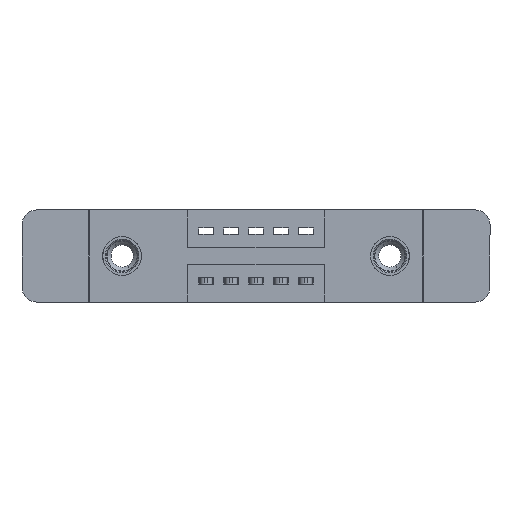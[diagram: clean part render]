
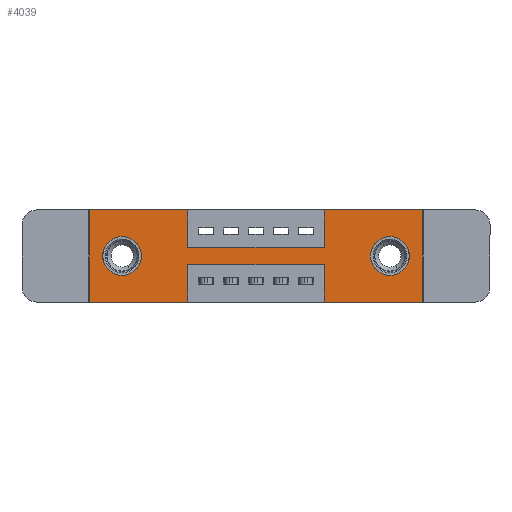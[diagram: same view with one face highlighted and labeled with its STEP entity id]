
A CAD part, front view. The second image highlights one B-rep face of the part: STEP entity #4039.
In plain terms, the highlighted planar face has unit normal (0, -1, 0).
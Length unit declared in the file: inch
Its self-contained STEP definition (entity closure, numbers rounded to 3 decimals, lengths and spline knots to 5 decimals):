
#249 = AXIS2_PLACEMENT_3D ( 'NONE', #6670, #2289, #7596 ) ;
#256 = EDGE_LOOP ( 'NONE', ( #12864, #5903 ) ) ;
#373 = CARTESIAN_POINT ( 'NONE',  ( 0.3925, 0., 0. ) ) ;
#387 = CARTESIAN_POINT ( 'NONE',  ( 1.335, 0., -0.37 ) ) ;
#393 = VERTEX_POINT ( 'NONE', #1857 ) ;
#406 = LINE ( 'NONE', #2166, #2262 ) ;
#430 = AXIS2_PLACEMENT_3D ( 'NONE', #11552, #8397, #9406 ) ;
#882 = CARTESIAN_POINT ( 'NONE',  ( 0.3925, 0., -0.37 ) ) ;
#892 = CARTESIAN_POINT ( 'NONE',  ( 0.9425, 0., -0.15 ) ) ;
#1253 = EDGE_CURVE ( 'NONE', #1579, #6177, #406, .T. ) ;
#1386 = DIRECTION ( 'NONE',  ( 0., 1., 0. ) ) ;
#1577 = CARTESIAN_POINT ( 'NONE',  ( 0.3925, 0., -0.37 ) ) ;
#1579 = VERTEX_POINT ( 'NONE', #892 ) ;
#1717 = DIRECTION ( 'NONE',  ( 1., 0., 0. ) ) ;
#1820 = CARTESIAN_POINT ( 'NONE',  ( 0., 0., -0.37 ) ) ;
#1857 = CARTESIAN_POINT ( 'NONE',  ( 1.205, 0., -0.107 ) ) ;
#1885 = VERTEX_POINT ( 'NONE', #1577 ) ;
#1944 = EDGE_CURVE ( 'NONE', #8933, #1579, #10411, .T. ) ;
#2166 = CARTESIAN_POINT ( 'NONE',  ( 0.9425, 0., 0. ) ) ;
#2199 = LINE ( 'NONE', #3221, #9197 ) ;
#2262 = VECTOR ( 'NONE', #12766, 39.37008 ) ;
#2289 = DIRECTION ( 'NONE',  ( 0., -1., 0. ) ) ;
#2452 = EDGE_CURVE ( 'NONE', #3574, #5773, #2891, .T. ) ;
#2493 = EDGE_CURVE ( 'NONE', #12943, #12492, #13617, .T. ) ;
#2615 = ORIENTED_EDGE ( 'NONE', *, *, #3802, .T. ) ;
#2626 = EDGE_CURVE ( 'NONE', #3565, #8725, #7234, .T. ) ;
#2794 = CARTESIAN_POINT ( 'NONE',  ( 1.335, 0., 0. ) ) ;
#2883 = DIRECTION ( 'NONE',  ( 0., 1., 0. ) ) ;
#2891 = LINE ( 'NONE', #12559, #5413 ) ;
#3052 = LINE ( 'NONE', #10401, #4894 ) ;
#3081 = VECTOR ( 'NONE', #10381, 39.37008 ) ;
#3221 = CARTESIAN_POINT ( 'NONE',  ( 0.3925, 0., -0.22 ) ) ;
#3276 = EDGE_CURVE ( 'NONE', #6177, #7920, #3052, .T. ) ;
#3417 = EDGE_CURVE ( 'NONE', #6778, #8933, #13065, .T. ) ;
#3472 = ORIENTED_EDGE ( 'NONE', *, *, #1253, .F. ) ;
#3481 = EDGE_CURVE ( 'NONE', #393, #13111, #6878, .T. ) ;
#3565 = VERTEX_POINT ( 'NONE', #387 ) ;
#3574 = VERTEX_POINT ( 'NONE', #12105 ) ;
#3770 = EDGE_CURVE ( 'NONE', #8725, #7062, #6868, .T. ) ;
#3802 = EDGE_CURVE ( 'NONE', #13111, #393, #6183, .T. ) ;
#3835 = LINE ( 'NONE', #882, #8172 ) ;
#4021 = CARTESIAN_POINT ( 'NONE',  ( 1.205, 0., -0.263 ) ) ;
#4039 = ADVANCED_FACE ( 'NONE', ( #13576, #5208, #10360 ), #6764, .T. ) ;
#4098 = CARTESIAN_POINT ( 'NONE',  ( 1.335, 0., 0. ) ) ;
#4159 = DIRECTION ( 'NONE',  ( -1., 0., 0. ) ) ;
#4194 = AXIS2_PLACEMENT_3D ( 'NONE', #5161, #8465, #6203 ) ;
#4220 = DIRECTION ( 'NONE',  ( 0., 0., 1. ) ) ;
#4288 = CARTESIAN_POINT ( 'NONE',  ( 0.9425, 0., -0.37 ) ) ;
#4348 = EDGE_CURVE ( 'NONE', #5773, #6778, #7033, .T. ) ;
#4436 = CARTESIAN_POINT ( 'NONE',  ( 0.3925, 0., -0.22 ) ) ;
#4726 = ORIENTED_EDGE ( 'NONE', *, *, #11428, .F. ) ;
#4894 = VECTOR ( 'NONE', #9234, 39.37008 ) ;
#5095 = CARTESIAN_POINT ( 'NONE',  ( 0.3925, 0., -0.15 ) ) ;
#5161 = CARTESIAN_POINT ( 'NONE',  ( 0.13, 0., -0.185 ) ) ;
#5175 = VERTEX_POINT ( 'NONE', #4436 ) ;
#5208 = FACE_BOUND ( 'NONE', #256, .T. ) ;
#5413 = VECTOR ( 'NONE', #4220, 39.37008 ) ;
#5527 = DIRECTION ( 'NONE',  ( 0., 0., 1. ) ) ;
#5646 = LINE ( 'NONE', #2794, #7978 ) ;
#5661 = AXIS2_PLACEMENT_3D ( 'NONE', #6898, #1386, #7965 ) ;
#5696 = CARTESIAN_POINT ( 'NONE',  ( 0., 0., 0. ) ) ;
#5773 = VERTEX_POINT ( 'NONE', #9320 ) ;
#5845 = EDGE_CURVE ( 'NONE', #1885, #3574, #12330, .T. ) ;
#5903 = ORIENTED_EDGE ( 'NONE', *, *, #7765, .T. ) ;
#5948 = ORIENTED_EDGE ( 'NONE', *, *, #3481, .T. ) ;
#5972 = DIRECTION ( 'NONE',  ( 0., 0., -1. ) ) ;
#6109 = DIRECTION ( 'NONE',  ( -1., 0., 0. ) ) ;
#6170 = EDGE_LOOP ( 'NONE', ( #5948, #2615 ) ) ;
#6177 = VERTEX_POINT ( 'NONE', #8846 ) ;
#6183 = CIRCLE ( 'NONE', #430, 0.078 ) ;
#6203 = DIRECTION ( 'NONE',  ( 0., 0., 1. ) ) ;
#6316 = VECTOR ( 'NONE', #6109, 39.37008 ) ;
#6387 = VECTOR ( 'NONE', #4159, 39.37008 ) ;
#6422 = ORIENTED_EDGE ( 'NONE', *, *, #3770, .F. ) ;
#6636 = ORIENTED_EDGE ( 'NONE', *, *, #2626, .F. ) ;
#6670 = CARTESIAN_POINT ( 'NONE',  ( 0., 0., -0.37 ) ) ;
#6764 = PLANE ( 'NONE',  #249 ) ;
#6778 = VERTEX_POINT ( 'NONE', #373 ) ;
#6868 = LINE ( 'NONE', #4288, #8372 ) ;
#6878 = CIRCLE ( 'NONE', #9290, 0.078 ) ;
#6898 = CARTESIAN_POINT ( 'NONE',  ( 0.13, 0., -0.185 ) ) ;
#7033 = LINE ( 'NONE', #5696, #7365 ) ;
#7062 = VERTEX_POINT ( 'NONE', #8374 ) ;
#7234 = LINE ( 'NONE', #13403, #6387 ) ;
#7365 = VECTOR ( 'NONE', #1717, 39.37008 ) ;
#7596 = DIRECTION ( 'NONE',  ( 0., 0., -1. ) ) ;
#7598 = ORIENTED_EDGE ( 'NONE', *, *, #3276, .F. ) ;
#7765 = EDGE_CURVE ( 'NONE', #12492, #12943, #12914, .T. ) ;
#7920 = VERTEX_POINT ( 'NONE', #4098 ) ;
#7965 = DIRECTION ( 'NONE',  ( 0., 0., 1. ) ) ;
#7978 = VECTOR ( 'NONE', #5972, 39.37008 ) ;
#8016 = CARTESIAN_POINT ( 'NONE',  ( 0.13, 0., -0.107 ) ) ;
#8172 = VECTOR ( 'NONE', #12401, 39.37008 ) ;
#8368 = EDGE_CURVE ( 'NONE', #7062, #5175, #2199, .T. ) ;
#8372 = VECTOR ( 'NONE', #5527, 39.37008 ) ;
#8374 = CARTESIAN_POINT ( 'NONE',  ( 0.9425, 0., -0.22 ) ) ;
#8397 = DIRECTION ( 'NONE',  ( 0., 1., 0. ) ) ;
#8405 = ORIENTED_EDGE ( 'NONE', *, *, #3417, .F. ) ;
#8465 = DIRECTION ( 'NONE',  ( 0., 1., 0. ) ) ;
#8546 = DIRECTION ( 'NONE',  ( -1., 0., 0. ) ) ;
#8725 = VERTEX_POINT ( 'NONE', #11087 ) ;
#8846 = CARTESIAN_POINT ( 'NONE',  ( 0.9425, 0., 0. ) ) ;
#8933 = VERTEX_POINT ( 'NONE', #5095 ) ;
#9197 = VECTOR ( 'NONE', #8546, 39.37008 ) ;
#9234 = DIRECTION ( 'NONE',  ( 1., 0., 0. ) ) ;
#9242 = CARTESIAN_POINT ( 'NONE',  ( 0.13, 0., -0.263 ) ) ;
#9290 = AXIS2_PLACEMENT_3D ( 'NONE', #11370, #2883, #10347 ) ;
#9304 = ORIENTED_EDGE ( 'NONE', *, *, #2452, .F. ) ;
#9320 = CARTESIAN_POINT ( 'NONE',  ( 0., 0., 0. ) ) ;
#9321 = EDGE_LOOP ( 'NONE', ( #11399, #12586, #6422, #6636, #4726, #7598, #3472, #13030, #8405, #9656, #9304, #12036 ) ) ;
#9406 = DIRECTION ( 'NONE',  ( 0., 0., -1. ) ) ;
#9656 = ORIENTED_EDGE ( 'NONE', *, *, #4348, .F. ) ;
#10347 = DIRECTION ( 'NONE',  ( 0., 0., -1. ) ) ;
#10360 = FACE_OUTER_BOUND ( 'NONE', #9321, .T. ) ;
#10381 = DIRECTION ( 'NONE',  ( 1., 0., 0. ) ) ;
#10401 = CARTESIAN_POINT ( 'NONE',  ( 0., 0., 0. ) ) ;
#10411 = LINE ( 'NONE', #11363, #3081 ) ;
#10561 = EDGE_CURVE ( 'NONE', #5175, #1885, #3835, .T. ) ;
#11087 = CARTESIAN_POINT ( 'NONE',  ( 0.9425, 0., -0.37 ) ) ;
#11275 = CARTESIAN_POINT ( 'NONE',  ( 0.3925, 0., 0. ) ) ;
#11363 = CARTESIAN_POINT ( 'NONE',  ( 0.3925, 0., -0.15 ) ) ;
#11370 = CARTESIAN_POINT ( 'NONE',  ( 1.205, 0., -0.185 ) ) ;
#11399 = ORIENTED_EDGE ( 'NONE', *, *, #10561, .F. ) ;
#11428 = EDGE_CURVE ( 'NONE', #7920, #3565, #5646, .T. ) ;
#11552 = CARTESIAN_POINT ( 'NONE',  ( 1.205, 0., -0.185 ) ) ;
#11863 = VECTOR ( 'NONE', #13464, 39.37008 ) ;
#12036 = ORIENTED_EDGE ( 'NONE', *, *, #5845, .F. ) ;
#12105 = CARTESIAN_POINT ( 'NONE',  ( 0., 0., -0.37 ) ) ;
#12330 = LINE ( 'NONE', #1820, #6316 ) ;
#12401 = DIRECTION ( 'NONE',  ( 0., 0., -1. ) ) ;
#12492 = VERTEX_POINT ( 'NONE', #9242 ) ;
#12559 = CARTESIAN_POINT ( 'NONE',  ( 0., 0., 0. ) ) ;
#12586 = ORIENTED_EDGE ( 'NONE', *, *, #8368, .F. ) ;
#12766 = DIRECTION ( 'NONE',  ( 0., 0., 1. ) ) ;
#12864 = ORIENTED_EDGE ( 'NONE', *, *, #2493, .T. ) ;
#12914 = CIRCLE ( 'NONE', #5661, 0.078 ) ;
#12943 = VERTEX_POINT ( 'NONE', #8016 ) ;
#13030 = ORIENTED_EDGE ( 'NONE', *, *, #1944, .F. ) ;
#13065 = LINE ( 'NONE', #11275, #11863 ) ;
#13111 = VERTEX_POINT ( 'NONE', #4021 ) ;
#13403 = CARTESIAN_POINT ( 'NONE',  ( 0., 0., -0.37 ) ) ;
#13464 = DIRECTION ( 'NONE',  ( 0., 0., -1. ) ) ;
#13576 = FACE_BOUND ( 'NONE', #6170, .T. ) ;
#13617 = CIRCLE ( 'NONE', #4194, 0.078 ) ;
